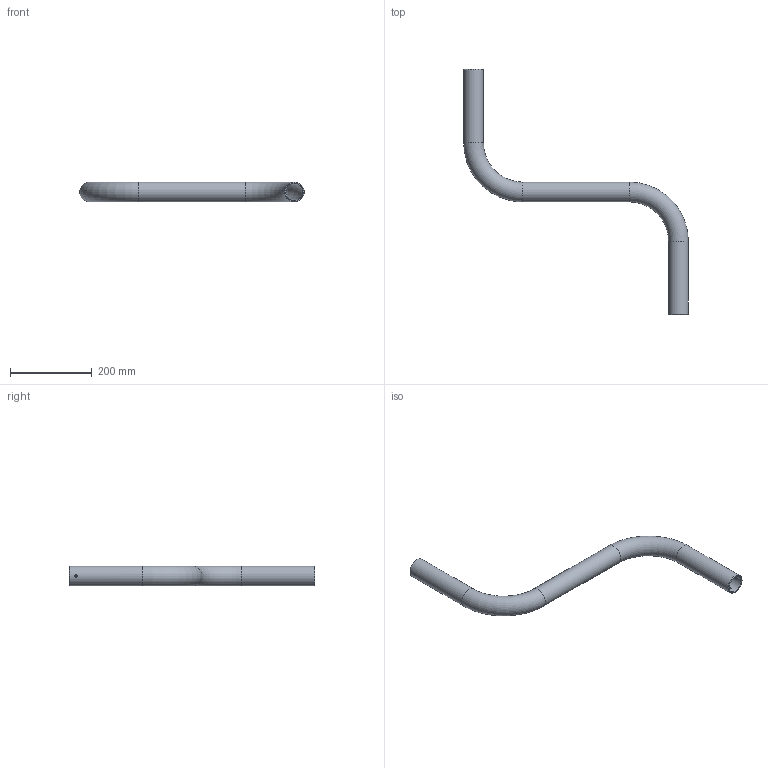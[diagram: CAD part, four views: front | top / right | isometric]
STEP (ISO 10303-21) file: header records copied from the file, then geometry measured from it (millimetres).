
FILE_DESCRIPTION (( 'STEP AP214' ), '1' );
FILE_NAME ('57030205.STEP', '2019-08-22T04:59:36', ( 'Admin' ), ( 'Hewlett-Packard Company' ), 'SwSTEP 2.0', 'SolidWorks 2018', '' );
FILE_SCHEMA (( 'AUTOMOTIVE_DESIGN' ));
Length unit declared in the file: millimetre
Products named in the file (1): 57030205
Bounding box: 548.3 x 600 x 48.3 mm (x, y, z)
Volume: 451226.3 mm3; surface area: 283089.3 mm2
Topology: 1 solids, 1 shells, 21 faces, 55 edges, 34 vertices
Faces by surface type: cylinder 11, torus 4, cone 4, plane 2
Full cylindrical faces by diameter (mm): 6 x4, 8 x1, 41.9 x3, 48.3 x3
Entity records: 1152 total; most frequent: CARTESIAN_POINT 724, DIRECTION 76, EDGE_LOOP 52, ORIENTED_EDGE 52, AXIS2_PLACEMENT_3D 38, FACE_OUTER_BOUND 36, EDGE_CURVE 26, VERTEX_POINT 26
